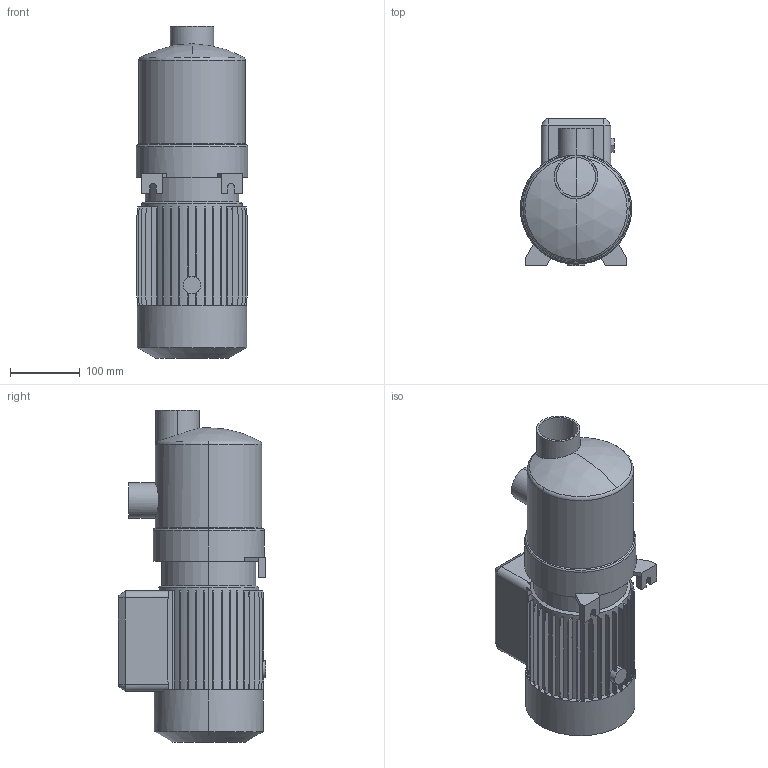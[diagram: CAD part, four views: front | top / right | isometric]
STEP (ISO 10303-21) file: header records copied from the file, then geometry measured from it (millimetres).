
FILE_DESCRIPTION (( 'STEP AP203' ), '1' );
FILE_NAME ('10010801swp00.step', '2023-05-02T13:43:44', ( '' ), ( '' ), 'SwSTEP 2.0', 'SolidWorks 2020', '' );
FILE_SCHEMA (( 'CONFIG_CONTROL_DESIGN' ));
Length unit declared in the file: millimetre
Products named in the file (1): 10010801swp00
Bounding box: 160 x 212 x 477 mm (x, y, z)
Volume: 8741061.9 mm3; surface area: 371896.5 mm2
Topology: 1 solids, 1 shells, 296 faces, 840 edges, 551 vertices
Faces by surface type: plane 247, cylinder 29, cone 10, torus 5, sphere 4, bspline 1
Entity records: 10266 total; most frequent: CARTESIAN_POINT 2451, ORIENTED_EDGE 1680, DIRECTION 1530, EDGE_CURVE 840, LINE 678, VECTOR 678, VERTEX_POINT 551, AXIS2_PLACEMENT_3D 426
